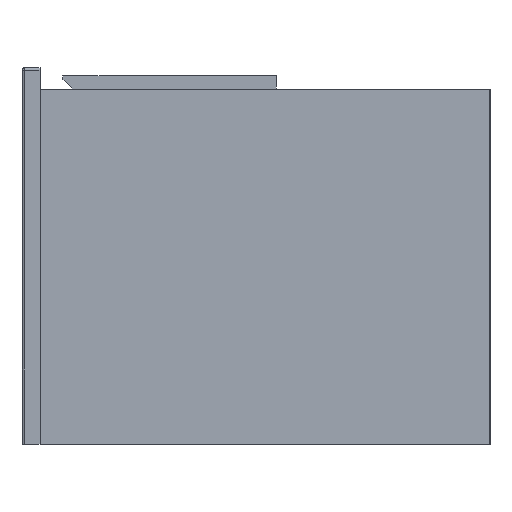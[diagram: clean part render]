
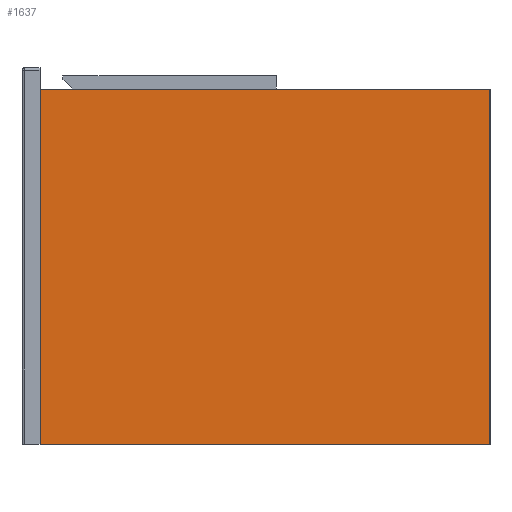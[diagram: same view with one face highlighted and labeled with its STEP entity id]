
A CAD part, left-side view. The second image highlights one B-rep face of the part: STEP entity #1637.
In plain terms, the highlighted planar face has unit normal (-1, 0, 0).
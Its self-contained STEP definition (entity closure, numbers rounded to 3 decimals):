
#29 = AXIS2_PLACEMENT_3D ( 'NONE', #590, #2265, #1274 ) ;
#71 = LINE ( 'NONE', #1916, #477 ) ;
#154 = EDGE_LOOP ( 'NONE', ( #1178, #1157, #172, #1905 ) ) ;
#172 = ORIENTED_EDGE ( 'NONE', *, *, #1236, .T. ) ;
#234 = CARTESIAN_POINT ( 'NONE',  ( -369., 275., 0. ) ) ;
#300 = CARTESIAN_POINT ( 'NONE',  ( -369., 275., 0. ) ) ;
#358 = DIRECTION ( 'NONE',  ( 0., 0., -1. ) ) ;
#371 = VERTEX_POINT ( 'NONE', #849 ) ;
#396 = LINE ( 'NONE', #2664, #1983 ) ;
#477 = VECTOR ( 'NONE', #1706, 1000. ) ;
#497 = LINE ( 'NONE', #1539, #2303 ) ;
#512 = CARTESIAN_POINT ( 'NONE',  ( -369., -275., 434. ) ) ;
#556 = VERTEX_POINT ( 'NONE', #512 ) ;
#590 = CARTESIAN_POINT ( 'NONE',  ( -369., 275., 434. ) ) ;
#653 = FACE_OUTER_BOUND ( 'NONE', #154, .T. ) ;
#681 = DIRECTION ( 'NONE',  ( 0., 1., 0. ) ) ;
#799 = EDGE_CURVE ( 'NONE', #371, #2707, #1657, .T. ) ;
#849 = CARTESIAN_POINT ( 'NONE',  ( -369., -275., 0. ) ) ;
#859 = EDGE_CURVE ( 'NONE', #1785, #2707, #396, .T. ) ;
#964 = DIRECTION ( 'NONE',  ( 0., 0., -1. ) ) ;
#1027 = VECTOR ( 'NONE', #681, 1000. ) ;
#1157 = ORIENTED_EDGE ( 'NONE', *, *, #2142, .F. ) ;
#1178 = ORIENTED_EDGE ( 'NONE', *, *, #799, .F. ) ;
#1236 = EDGE_CURVE ( 'NONE', #556, #1785, #71, .T. ) ;
#1274 = DIRECTION ( 'NONE',  ( 0., -1., 0. ) ) ;
#1535 = PLANE ( 'NONE',  #29 ) ;
#1539 = CARTESIAN_POINT ( 'NONE',  ( -369., -275., 434. ) ) ;
#1637 = ADVANCED_FACE ( 'NONE', ( #653 ), #1535, .T. ) ;
#1657 = LINE ( 'NONE', #234, #1027 ) ;
#1706 = DIRECTION ( 'NONE',  ( 0., 1., 0. ) ) ;
#1785 = VERTEX_POINT ( 'NONE', #2811 ) ;
#1905 = ORIENTED_EDGE ( 'NONE', *, *, #859, .T. ) ;
#1916 = CARTESIAN_POINT ( 'NONE',  ( -369., 275., 434. ) ) ;
#1983 = VECTOR ( 'NONE', #964, 1000. ) ;
#2142 = EDGE_CURVE ( 'NONE', #556, #371, #497, .T. ) ;
#2265 = DIRECTION ( 'NONE',  ( -1., 0., 0. ) ) ;
#2303 = VECTOR ( 'NONE', #358, 1000. ) ;
#2664 = CARTESIAN_POINT ( 'NONE',  ( -369., 275., 434. ) ) ;
#2707 = VERTEX_POINT ( 'NONE', #300 ) ;
#2811 = CARTESIAN_POINT ( 'NONE',  ( -369., 275., 434. ) ) ;
